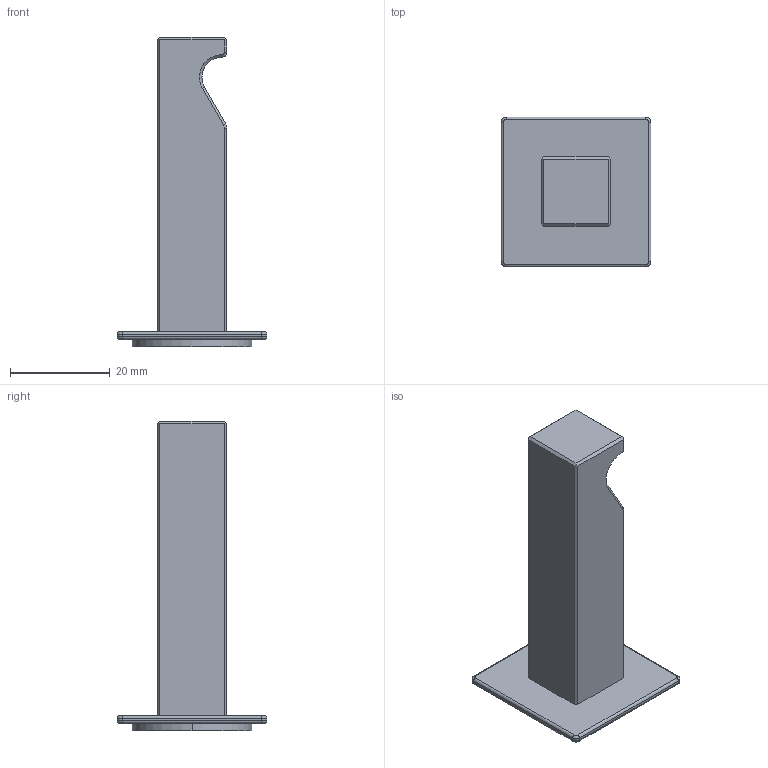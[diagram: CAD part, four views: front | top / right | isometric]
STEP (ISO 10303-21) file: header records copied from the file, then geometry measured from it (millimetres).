
FILE_DESCRIPTION(('Creo Elements/Direct Modeling STEP Export'),'2;1');
FILE_NAME('2282-62.stp','2022-05-04T10:31:34',(''),(''),'Creo Elements/Direct Modeling STEP processor for AP214 (Solid Model)','Creo Elements/Direct Modeling 20.0 12-Nov-2016 (C) Parametric Technology GmbH','');
FILE_SCHEMA(('AUTOMOTIVE_DESIGN { 1 0 10303 214 1 1 1 1 }'));
Length unit declared in the file: millimetre
Products named in the file (5): Unterlagsplatte; Hakenteil; Stift.1; Hakenteil_komplett; 2282-42.1
Assembly tree (5 placements, depth 3):
  2282-42.1
    Hakenteil_komplett
      Stift.1  x2
      Hakenteil
    Unterlagsplatte
Bounding box: 30 x 30 x 62 mm (x, y, z)
Volume: 12748.1 mm3; surface area: 5888.7 mm2
Topology: 4 solids, 4 shells, 99 faces, 230 edges, 140 vertices
Faces by surface type: cylinder 43, plane 34, cone 14, torus 8
Entity records: 2711 total; most frequent: DIRECTION 461, ORIENTED_EDGE 436, CARTESIAN_POINT 425, EDGE_CURVE 218, AXIS2_PLACEMENT_3D 172, VERTEX_POINT 136, VECTOR 117, LINE 117
